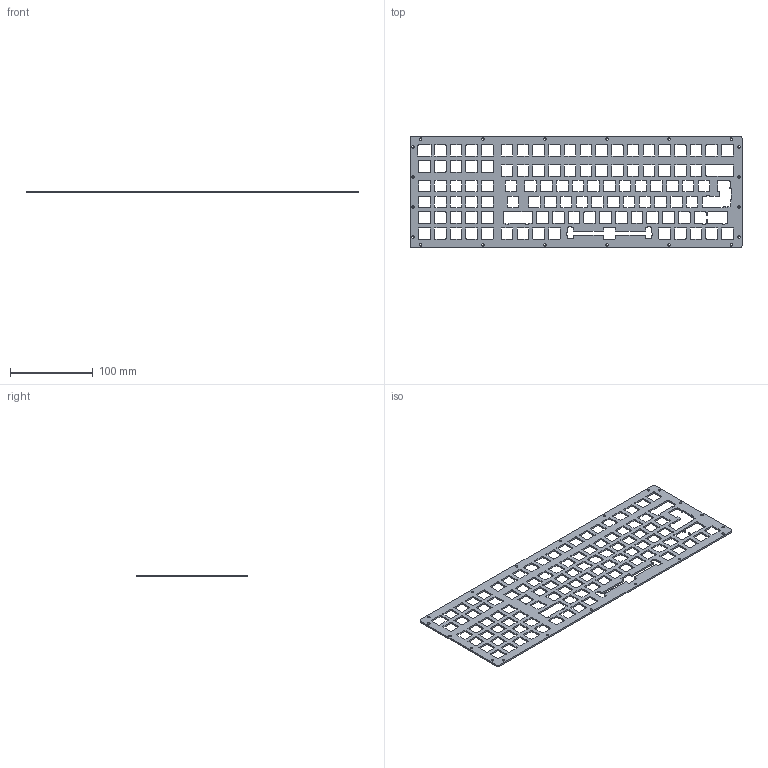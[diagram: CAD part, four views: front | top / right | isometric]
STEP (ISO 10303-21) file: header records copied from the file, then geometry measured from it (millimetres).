
FILE_DESCRIPTION(/* description */ (''),/* implementation_level */ '2;1');
FILE_NAME(/* name */ 'CasePlateExtended.step',/* time_stamp */ '2022-10-29T16:54:05+09:00',/* author */ (''),/* organization */ (''),/* preprocessor_version */ 'ST-DEVELOPER v19.2',/* originating_system */ 'Autodesk Translation Framework v11.17.0.187',/* authorisation */ '');
FILE_SCHEMA (('AUTOMOTIVE_DESIGN { 1 0 10303 214 3 1 1 }'));
Length unit declared in the file: millimetre
Products named in the file (1): CasePlateExtended
Bounding box: 401.76 x 135.06 x 2 mm (x, y, z)
Volume: 62156.4 mm3; surface area: 77392.6 mm2
Topology: 1 solids, 1 shells, 1018 faces, 3048 edges, 2032 vertices
Faces by surface type: plane 500, bspline 498, cylinder 20
Full cylindrical faces by diameter (mm): 3 x20
Entity records: 37361 total; most frequent: CARTESIAN_POINT 12813, ORIENTED_EDGE 6096, DIRECTION 3134, EDGE_CURVE 3048, VERTEX_POINT 2032, LINE 2012, VECTOR 2012, EDGE_LOOP 1272
